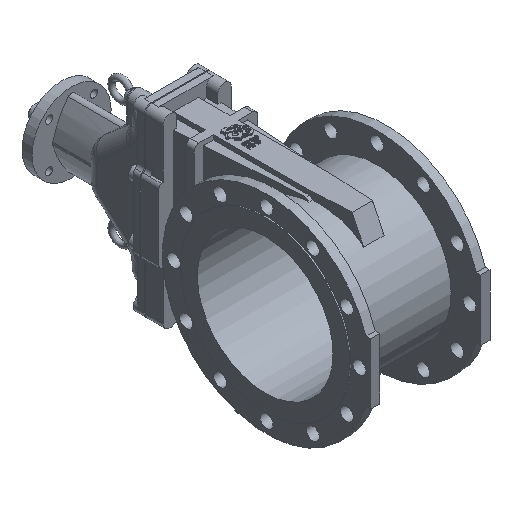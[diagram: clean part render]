
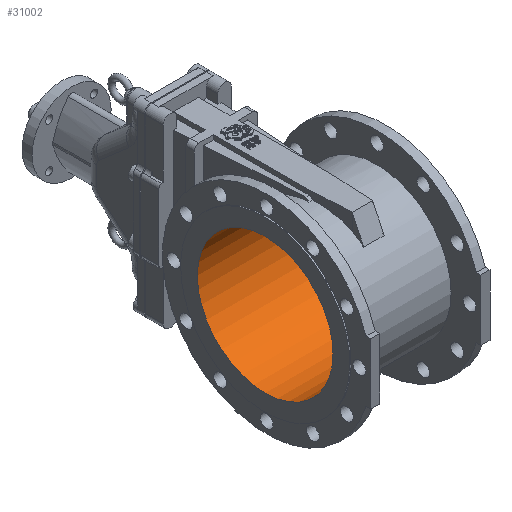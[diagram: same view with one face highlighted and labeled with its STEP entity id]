
A CAD part, isometric view. The second image highlights one B-rep face of the part: STEP entity #31002.
In plain terms, the highlighted cylindrical face has radius 150 mm (diameter 300 mm), a full revolution.
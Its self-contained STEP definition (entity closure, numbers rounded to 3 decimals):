
#31002=ADVANCED_FACE('',(#56754,#56756),#56758,.F.);
#56754=FACE_OUTER_BOUND('',#56755,.T.);
#56755=EDGE_LOOP('',(#78128));
#56756=FACE_OUTER_BOUND('',#56757,.T.);
#56757=EDGE_LOOP('',(#78129));
#56758=CYLINDRICAL_SURFACE('',#56759,150.);
#56759=AXIS2_PLACEMENT_3D('',#56760,#56761,#56762);
#56760=CARTESIAN_POINT('',(17340.236,-6819.503,-8.5));
#56761=DIRECTION('',(-1.,0.,0.));
#56762=DIRECTION('',(0.,1.,0.));
#78128=ORIENTED_EDGE('',*,*,#79087,.T.);
#78129=ORIENTED_EDGE('',*,*,#79127,.F.);
#79087=EDGE_CURVE('',#89689,#89689,#89690,.T.);
#79127=EDGE_CURVE('',#89765,#89765,#89766,.T.);
#89689=VERTEX_POINT('',#107462);
#89690=CIRCLE('',#107463,150.);
#89765=VERTEX_POINT('',#107648);
#89766=CIRCLE('',#107649,150.);
#107462=CARTESIAN_POINT('',(17365.232,-6819.503,-158.5));
#107463=AXIS2_PLACEMENT_3D('',#107464,#107465,#107466);
#107464=CARTESIAN_POINT('',(17365.232,-6819.503,-8.5));
#107465=DIRECTION('',(1.,0.,0.));
#107466=DIRECTION('',(0.,0.,-1.));
#107648=CARTESIAN_POINT('',(17095.241,-6819.503,-158.5));
#107649=AXIS2_PLACEMENT_3D('',#107650,#107651,#107652);
#107650=CARTESIAN_POINT('',(17095.241,-6819.503,-8.5));
#107651=DIRECTION('',(1.,0.,0.));
#107652=DIRECTION('',(0.,0.,-1.));
